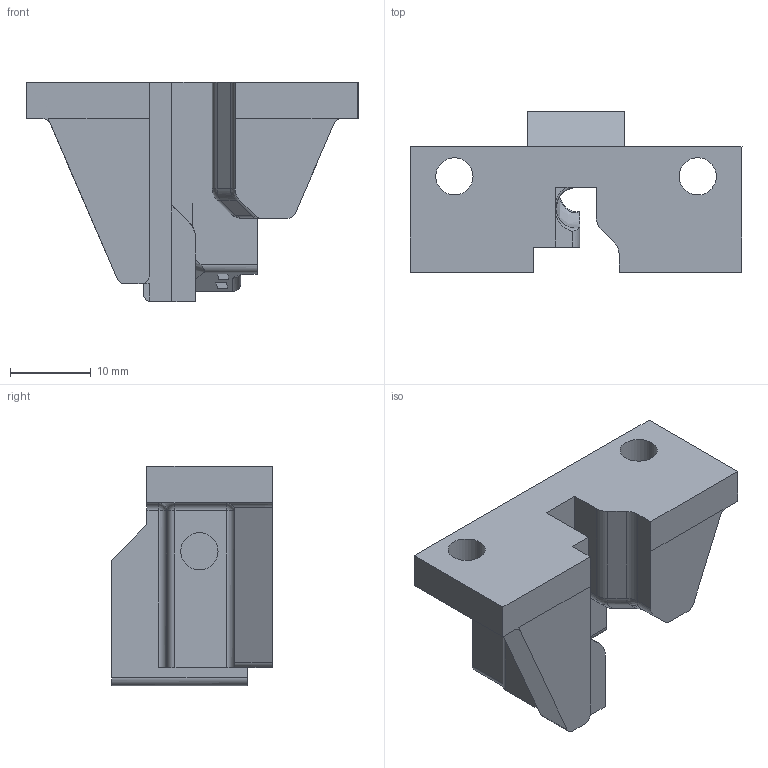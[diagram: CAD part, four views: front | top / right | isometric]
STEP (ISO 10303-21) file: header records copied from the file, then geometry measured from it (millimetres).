
FILE_DESCRIPTION(/* description */ (''),/* implementation_level */ '2;1');
FILE_NAME(/* name */ 'wire_support_xbeam.step',/* time_stamp */ '2025-11-11T12:58:38-05:00',/* author */ (''),/* organization */ (''),/* preprocessor_version */ 'ST-DEVELOPER v20.1',/* originating_system */ 'Autodesk Translation Framework v14.17.0.0',/* authorisation */ '');
FILE_SCHEMA (('AUTOMOTIVE_DESIGN { 1 0 10303 214 3 1 1 }'));
Length unit declared in the file: millimetre
Products named in the file (2): (Unsaved); Wire_Support_Xbeam_1.1
Assembly tree (1 placements, depth 2):
  (Unsaved)
    Wire_Support_Xbeam_1.1
Bounding box: 41 x 19.86 x 27.1 mm (x, y, z)
Volume: 7032.1 mm3; surface area: 4219.4 mm2
Topology: 1 solids, 1 shells, 119 faces, 324 edges, 208 vertices
Faces by surface type: plane 57, cylinder 45, bspline 10, sphere 5, torus 2
Full cylindrical faces by diameter (mm): 4.6 x4
Entity records: 4406 total; most frequent: CARTESIAN_POINT 1316, ORIENTED_EDGE 646, DIRECTION 632, EDGE_CURVE 323, AXIS2_PLACEMENT_3D 219, VERTEX_POINT 208, LINE 194, VECTOR 194
